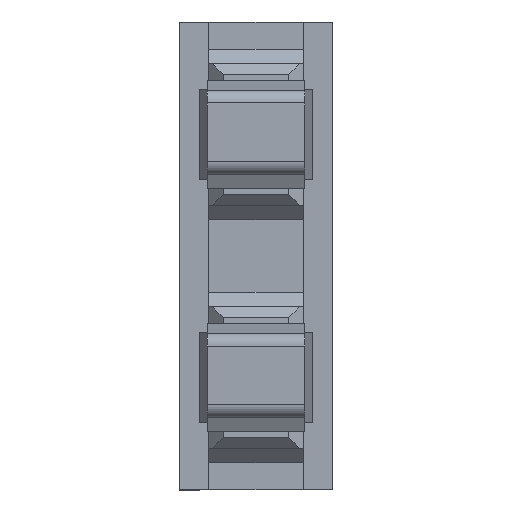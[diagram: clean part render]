
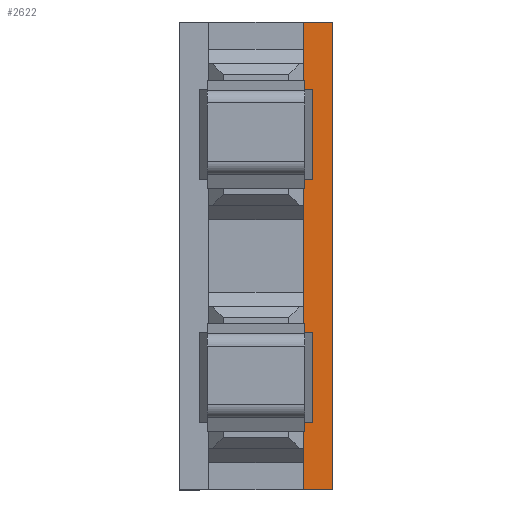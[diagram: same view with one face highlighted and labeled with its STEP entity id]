
A CAD part, front view. The second image highlights one B-rep face of the part: STEP entity #2622.
In plain terms, the highlighted planar face has unit normal (0, -1, 0).
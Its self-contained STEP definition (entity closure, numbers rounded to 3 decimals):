
#8 = ORIENTED_EDGE ( 'NONE', *, *, #2473, .F. ) ;
#18 = ORIENTED_EDGE ( 'NONE', *, *, #2511, .F. ) ;
#30 = ORIENTED_EDGE ( 'NONE', *, *, #2494, .F. ) ;
#45 = ORIENTED_EDGE ( 'NONE', *, *, #2423, .F. ) ;
#74 = EDGE_LOOP ( 'NONE', ( #30, #8, #45, #18 ) ) ;
#155 = CARTESIAN_POINT ( 'NONE',  ( 1394.182, 1076.657, 9.8 ) ) ;
#272 = CARTESIAN_POINT ( 'NONE',  ( 1393.382, 1076.657, -3.1 ) ) ;
#274 = CARTESIAN_POINT ( 'NONE',  ( 1393.382, 1076.657, 9.8 ) ) ;
#286 = CARTESIAN_POINT ( 'NONE',  ( 1394.182, 1076.657, -3.1 ) ) ;
#366 = LINE ( 'NONE', #400, #2378 ) ;
#400 = CARTESIAN_POINT ( 'NONE',  ( 1394.182, 1076.657, -38.316 ) ) ;
#401 = DIRECTION ( 'NONE',  ( 0., 0., -1. ) ) ;
#440 = VERTEX_POINT ( 'NONE', #155 ) ;
#513 = VERTEX_POINT ( 'NONE', #274 ) ;
#519 = VERTEX_POINT ( 'NONE', #272 ) ;
#545 = VERTEX_POINT ( 'NONE', #286 ) ;
#1270 = LINE ( 'NONE', #1303, #2101 ) ;
#1299 = DIRECTION ( 'NONE',  ( -1., 0., 0. ) ) ;
#1303 = CARTESIAN_POINT ( 'NONE',  ( 1412.087, 1076.657, -3.1 ) ) ;
#1345 = CARTESIAN_POINT ( 'NONE',  ( 1393.382, 1076.657, -50.531 ) ) ;
#1347 = DIRECTION ( 'NONE',  ( 0., 0., 1. ) ) ;
#1358 = LINE ( 'NONE', #1345, #2072 ) ;
#1370 = LINE ( 'NONE', #1385, #2170 ) ;
#1385 = CARTESIAN_POINT ( 'NONE',  ( 1412.087, 1076.657, 9.8 ) ) ;
#1391 = DIRECTION ( 'NONE',  ( 1., 0., 0. ) ) ;
#1831 = FACE_OUTER_BOUND ( 'NONE', #74, .T. ) ;
#1842 = DIRECTION ( 'NONE',  ( -1., 0., 0. ) ) ;
#1847 = CARTESIAN_POINT ( 'NONE',  ( 1393.929, 1076.657, -38.316 ) ) ;
#1853 = DIRECTION ( 'NONE',  ( 0., 1., 0. ) ) ;
#1860 = PLANE ( 'NONE',  #2190 ) ;
#2072 = VECTOR ( 'NONE', #1347, 1000. ) ;
#2101 = VECTOR ( 'NONE', #1299, 1000. ) ;
#2170 = VECTOR ( 'NONE', #1391, 1000. ) ;
#2190 = AXIS2_PLACEMENT_3D ( 'NONE', #1847, #1853, #1842 ) ;
#2378 = VECTOR ( 'NONE', #401, 1000. ) ;
#2423 = EDGE_CURVE ( 'NONE', #440, #545, #366, .T. ) ;
#2473 = EDGE_CURVE ( 'NONE', #545, #519, #1270, .T. ) ;
#2494 = EDGE_CURVE ( 'NONE', #519, #513, #1358, .T. ) ;
#2511 = EDGE_CURVE ( 'NONE', #513, #440, #1370, .T. ) ;
#2622 = ADVANCED_FACE ( 'NONE', ( #1831 ), #1860, .F. ) ;
